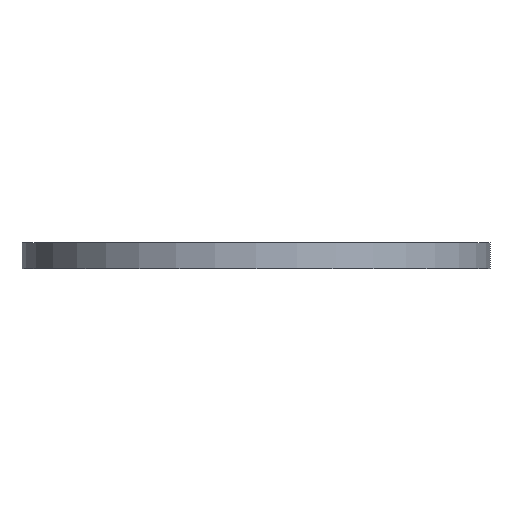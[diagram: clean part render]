
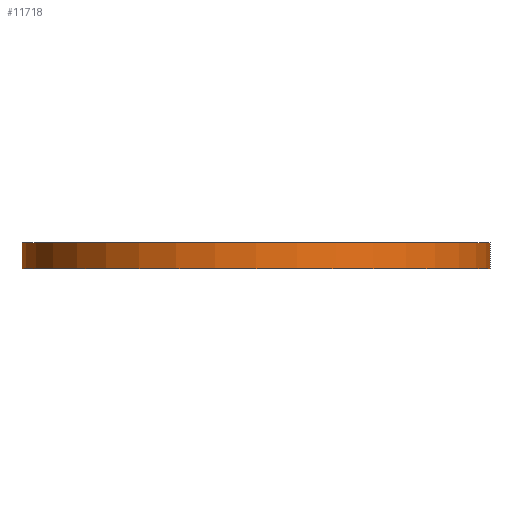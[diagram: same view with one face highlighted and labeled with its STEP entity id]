
A CAD part, front view. The second image highlights one B-rep face of the part: STEP entity #11718.
In plain terms, the highlighted cylindrical face has radius 45 mm (diameter 90 mm), a partial arc.
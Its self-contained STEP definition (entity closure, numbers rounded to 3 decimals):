
#6=CARTESIAN_POINT('',(0.,0.,0.));
#7=DIRECTION('',(0.,0.,1.));
#8=DIRECTION('',(-1.,0.,0.));
#9=AXIS2_PLACEMENT_3D('',#6,#7,#8);
#2891=DIRECTION('',(0.,0.,1.));
#2892=VECTOR('',#2891,5.);
#2893=CARTESIAN_POINT('',(45.,0.,0.));
#2894=LINE('',#2893,#2892);
#2895=DIRECTION('',(0.,0.,1.));
#2896=VECTOR('',#2895,5.);
#2897=CARTESIAN_POINT('',(-45.,0.,0.));
#2898=LINE('',#2897,#2896);
#2904=CARTESIAN_POINT('',(0.,0.,5.));
#2905=DIRECTION('',(0.,0.,1.));
#2906=DIRECTION('',(-1.,0.,0.));
#2907=AXIS2_PLACEMENT_3D('',#2904,#2905,#2906);
#8189=CARTESIAN_POINT('',(45.,0.,0.));
#8190=CARTESIAN_POINT('',(-45.,0.,0.));
#8191=VERTEX_POINT('',#8189);
#8192=VERTEX_POINT('',#8190);
#8193=CARTESIAN_POINT('',(45.,0.,5.));
#8194=CARTESIAN_POINT('',(-45.,0.,5.));
#8195=VERTEX_POINT('',#8193);
#8196=VERTEX_POINT('',#8194);
#11706=CARTESIAN_POINT('',(0.,0.,0.));
#11707=DIRECTION('',(0.,0.,1.));
#11708=DIRECTION('',(1.,0.,0.));
#11709=AXIS2_PLACEMENT_3D('',#11706,#11707,#11708);
#11710=CYLINDRICAL_SURFACE('',#11709,45.);
#11711=ORIENTED_EDGE('',*,*,#10484,.F.);
#11712=ORIENTED_EDGE('',*,*,#11701,.T.);
#11714=ORIENTED_EDGE('',*,*,#11713,.T.);
#11715=ORIENTED_EDGE('',*,*,#11697,.F.);
#11716=EDGE_LOOP('',(#11711,#11712,#11714,#11715));
#11717=FACE_OUTER_BOUND('',#11716,.F.);
#11718=ADVANCED_FACE('',(#11717),#11710,.T.);
#10=CIRCLE('',#9,45.);
#2908=CIRCLE('',#2907,45.);
#10484=EDGE_CURVE('',#8192,#8191,#10,.T.);
#11697=EDGE_CURVE('',#8191,#8195,#2894,.T.);
#11701=EDGE_CURVE('',#8192,#8196,#2898,.T.);
#11713=EDGE_CURVE('',#8196,#8195,#2908,.T.);
